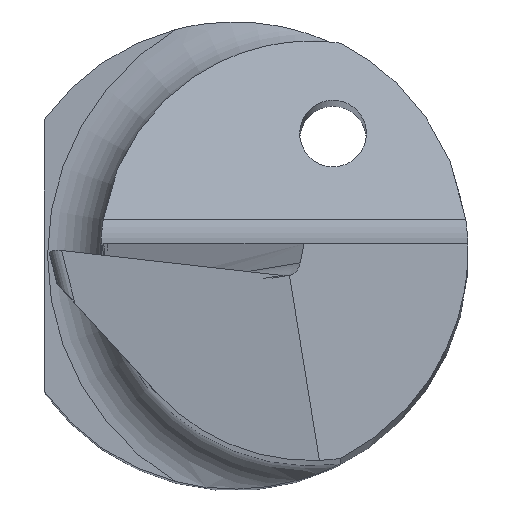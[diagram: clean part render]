
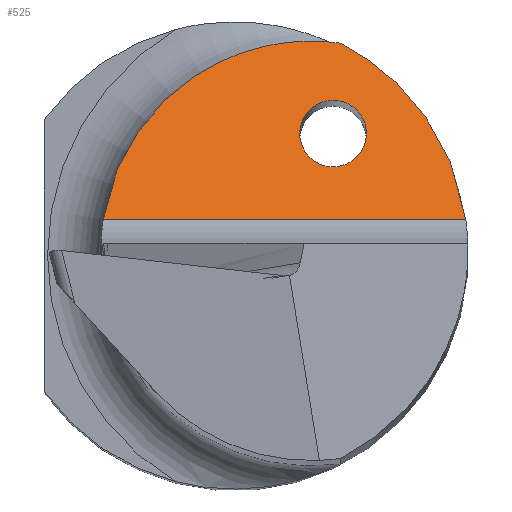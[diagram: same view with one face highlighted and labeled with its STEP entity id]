
A CAD part, top view. The second image highlights one B-rep face of the part: STEP entity #525.
In plain terms, the highlighted planar face has unit normal (0, 0.766, 0.643).
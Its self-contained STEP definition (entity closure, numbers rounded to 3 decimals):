
#19 = LINE ( 'NONE', #565, #193 ) ;
#37 = CARTESIAN_POINT ( 'NONE',  ( 1.478, 2.262, 52.021 ) ) ;
#90 = ORIENTED_EDGE ( 'NONE', *, *, #656, .F. ) ;
#93 = EDGE_LOOP ( 'NONE', ( #315 ) ) ;
#118 = CARTESIAN_POINT ( 'NONE',  ( 1.587, 3.12, 50.999 ) ) ;
#135 = CARTESIAN_POINT ( 'NONE',  ( -1.964, 0.474, 54.152 ) ) ;
#167 = CARTESIAN_POINT ( 'NONE',  ( 3.468, 0.474, 54.152 ) ) ;
#177 = DIRECTION ( 'NONE',  ( 0., 0.643, -0.766 ) ) ;
#192 = EDGE_CURVE ( 'NONE', #755, #628, #19, .T. ) ;
#193 = VECTOR ( 'NONE', #764, 1000. ) ;
#216 = CARTESIAN_POINT ( 'NONE',  ( -1.964, 0.474, 54.152 ) ) ;
#225 = CARTESIAN_POINT ( 'NONE',  ( -1.689, 2.281, 51.998 ) ) ;
#234 = CARTESIAN_POINT ( 'NONE',  ( 2.478, 2.262, 52.021 ) ) ;
#241 = CARTESIAN_POINT ( 'NONE',  ( 1.478, 2.262, 52.021 ) ) ;
#253 = FACE_OUTER_BOUND ( 'NONE', #763, .T. ) ;
#257 = CARTESIAN_POINT ( 'NONE',  ( 1.478, 2.262, 52.021 ) ) ;
#264 = EDGE_CURVE ( 'NONE', #755, #347, #410, .T. ) ;
#297 = CARTESIAN_POINT ( 'NONE',  ( 1.587, 3.12, 50.999 ) ) ;
#303 =( BOUNDED_CURVE ( )  B_SPLINE_CURVE ( 3, ( #216, #225, #754, #810 ),
 .UNSPECIFIED., .F., .T. ) 
 B_SPLINE_CURVE_WITH_KNOTS ( ( 4, 4 ),
 ( 4.864, 6.422 ),
 .UNSPECIFIED. ) 
 CURVE ( )  GEOMETRIC_REPRESENTATION_ITEM ( )  RATIONAL_B_SPLINE_CURVE ( ( 1., 0.808, 0.808, 1. ) ) 
 REPRESENTATION_ITEM ( '' )  );
#315 = ORIENTED_EDGE ( 'NONE', *, *, #333, .T. ) ;
#318 = CARTESIAN_POINT ( 'NONE',  ( 3.468, 0.474, 54.152 ) ) ;
#324 = CARTESIAN_POINT ( 'NONE',  ( 2.478, 1.262, 53.213 ) ) ;
#333 = EDGE_CURVE ( 'NONE', #463, #463, #487, .T. ) ;
#347 = VERTEX_POINT ( 'NONE', #118 ) ;
#404 = DIRECTION ( 'NONE',  ( 0., -0.766, -0.643 ) ) ;
#410 =( BOUNDED_CURVE ( )  B_SPLINE_CURVE ( 3, ( #167, #528, #842, #297 ),
 .UNSPECIFIED., .F., .F. ) 
 B_SPLINE_CURVE_WITH_KNOTS ( ( 4, 4 ),
 ( 4.848, 5.813 ),
 .UNSPECIFIED. ) 
 CURVE ( )  GEOMETRIC_REPRESENTATION_ITEM ( )  RATIONAL_B_SPLINE_CURVE ( ( 1., 0.924, 0.924, 1. ) ) 
 REPRESENTATION_ITEM ( '' )  );
#463 = VERTEX_POINT ( 'NONE', #241 ) ;
#484 = ORIENTED_EDGE ( 'NONE', *, *, #192, .F. ) ;
#487 =( BOUNDED_CURVE ( )  B_SPLINE_CURVE ( 3, ( #37, #234, #324, #594, #798, #729, #257 ),
 .UNSPECIFIED., .T., .F. ) 
 B_SPLINE_CURVE_WITH_KNOTS ( ( 4, 3, 4 ),
 ( 0., 3.142, 6.283 ),
 .UNSPECIFIED. ) 
 CURVE ( )  GEOMETRIC_REPRESENTATION_ITEM ( )  RATIONAL_B_SPLINE_CURVE ( ( 1., 0.333, 0.333, 1., 0.333, 0.333, 1. ) ) 
 REPRESENTATION_ITEM ( '' )  );
#488 = ORIENTED_EDGE ( 'NONE', *, *, #264, .T. ) ;
#520 = AXIS2_PLACEMENT_3D ( 'NONE', #781, #404, #177 ) ;
#525 = ADVANCED_FACE ( 'NONE', ( #846, #253 ), #527, .F. ) ;
#527 = PLANE ( 'NONE',  #520 ) ;
#528 = CARTESIAN_POINT ( 'NONE',  ( 3.309, 1.634, 52.769 ) ) ;
#565 = CARTESIAN_POINT ( 'NONE',  ( 3.5, 0.474, 54.152 ) ) ;
#594 = CARTESIAN_POINT ( 'NONE',  ( 1.478, 1.262, 53.213 ) ) ;
#628 = VERTEX_POINT ( 'NONE', #135 ) ;
#656 = EDGE_CURVE ( 'NONE', #628, #347, #303, .T. ) ;
#729 = CARTESIAN_POINT ( 'NONE',  ( 0.478, 2.262, 52.021 ) ) ;
#754 = CARTESIAN_POINT ( 'NONE',  ( -0.223, 3.373, 50.697 ) ) ;
#755 = VERTEX_POINT ( 'NONE', #318 ) ;
#763 = EDGE_LOOP ( 'NONE', ( #484, #488, #90 ) ) ;
#764 = DIRECTION ( 'NONE',  ( -1., 0., 0. ) ) ;
#781 = CARTESIAN_POINT ( 'NONE',  ( 3.5, 0.474, 54.152 ) ) ;
#798 = CARTESIAN_POINT ( 'NONE',  ( 0.478, 1.262, 53.213 ) ) ;
#810 = CARTESIAN_POINT ( 'NONE',  ( 1.587, 3.12, 50.999 ) ) ;
#842 = CARTESIAN_POINT ( 'NONE',  ( 2.631, 2.589, 51.632 ) ) ;
#846 = FACE_BOUND ( 'NONE', #93, .T. ) ;
